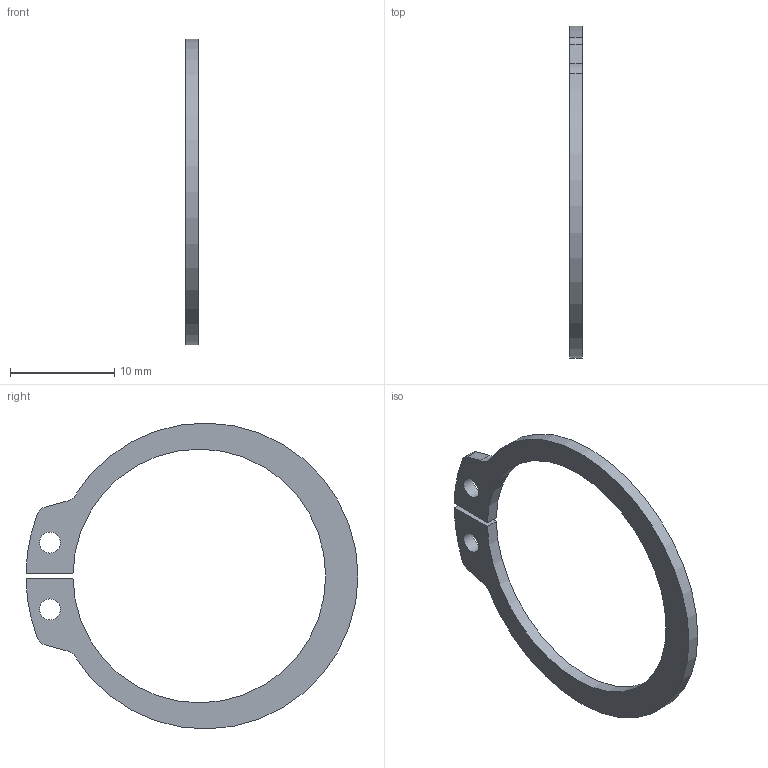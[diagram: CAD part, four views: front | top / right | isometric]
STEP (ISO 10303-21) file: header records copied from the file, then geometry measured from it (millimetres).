
FILE_DESCRIPTION(('FreeCAD Model'),'2;1');
FILE_NAME('DIN471_CLASS_A_M26RetainingRings.step','2015-10-13T13:19:08',('Author'),(''), 'Open CASCADE STEP processor 6.8','FreeCAD','Unknown');
FILE_SCHEMA(('AUTOMOTIVE_DESIGN_CC2 { 1 2 10303 214 -1 1 5 4 }'));
Length unit declared in the file: millimetre
Products named in the file (1): Fillet
Bounding box: 1.2 x 31.8 x 29.3 mm (x, y, z)
Volume: 286.4 mm3; surface area: 709.1 mm2
Topology: 1 solids, 1 shells, 17 faces, 47 edges, 32 vertices
Faces by surface type: cylinder 11, plane 6
Full cylindrical faces by diameter (mm): 2 x2
Entity records: 1369 total; most frequent: CARTESIAN_POINT 407, DIRECTION 183, ORIENTED_EDGE 94, PCURVE 94, DEFINITIONAL_REPRESENTATION 94, LINE 87, VECTOR 87, EDGE_CURVE 47
